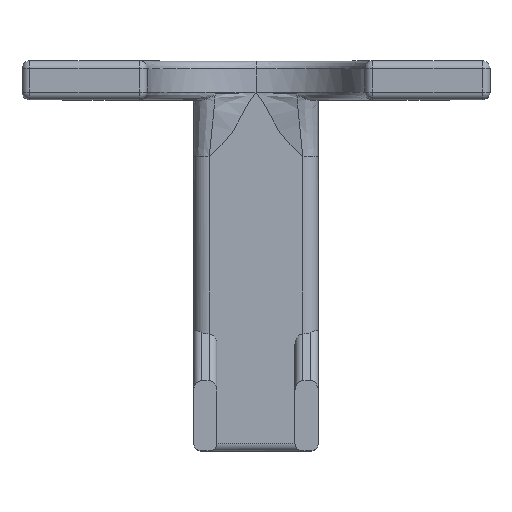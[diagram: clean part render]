
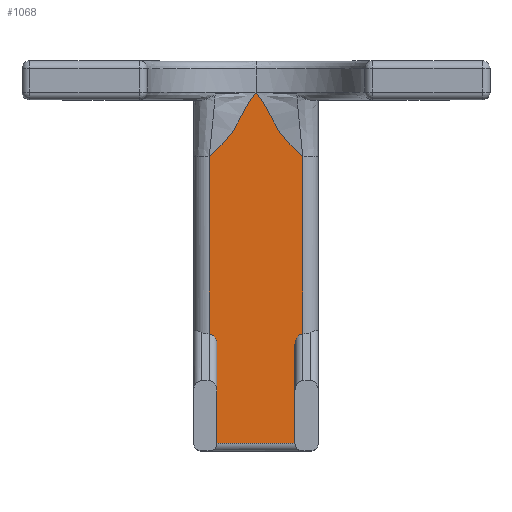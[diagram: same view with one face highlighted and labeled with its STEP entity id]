
A CAD part, top view. The second image highlights one B-rep face of the part: STEP entity #1068.
In plain terms, the highlighted planar face has unit normal (0, 0, 1).
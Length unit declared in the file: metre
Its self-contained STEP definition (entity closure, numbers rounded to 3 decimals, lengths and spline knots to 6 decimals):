
#67=ELLIPSE('',#1161,0.001317,0.001);
#68=ELLIPSE('',#1162,0.001317,0.001);
#81=B_SPLINE_CURVE_WITH_KNOTS('',3,(#1705,#1706,#1707,#1708,#1709,#1710,
#1711,#1712,#1713),.UNSPECIFIED.,.F.,.F.,(4,1,1,1,1,1,4),(0.008409,
0.010957,0.013505,0.01478,0.016054,
0.017328,0.018602),.UNSPECIFIED.);
#82=B_SPLINE_CURVE_WITH_KNOTS('',3,(#1715,#1716,#1717,#1718,#1719,#1720,
#1721,#1722,#1723),.UNSPECIFIED.,.F.,.F.,(4,1,1,1,1,1,4),(0.008409,
0.010957,0.013505,0.01478,0.016054,
0.017328,0.018602),.UNSPECIFIED.);
#116=LINE('',#1694,#187);
#117=LINE('',#1697,#188);
#118=LINE('',#1699,#189);
#119=LINE('',#1703,#190);
#120=LINE('',#1725,#191);
#187=VECTOR('',#1316,1.);
#188=VECTOR('',#1317,1.);
#189=VECTOR('',#1318,1.);
#190=VECTOR('',#1321,1.);
#191=VECTOR('',#1322,1.);
#268=ORIENTED_EDGE('',*,*,#596,.F.);
#269=ORIENTED_EDGE('',*,*,#597,.T.);
#270=ORIENTED_EDGE('',*,*,#598,.T.);
#271=ORIENTED_EDGE('',*,*,#599,.T.);
#272=ORIENTED_EDGE('',*,*,#600,.T.);
#273=ORIENTED_EDGE('',*,*,#601,.T.);
#274=ORIENTED_EDGE('',*,*,#602,.T.);
#275=ORIENTED_EDGE('',*,*,#603,.T.);
#276=ORIENTED_EDGE('',*,*,#604,.T.);
#596=EDGE_CURVE('',#760,#761,#116,.T.);
#597=EDGE_CURVE('',#760,#762,#117,.T.);
#598=EDGE_CURVE('',#762,#763,#118,.T.);
#599=EDGE_CURVE('',#763,#764,#67,.F.);
#600=EDGE_CURVE('',#764,#765,#119,.F.);
#601=EDGE_CURVE('',#765,#766,#81,.T.);
#602=EDGE_CURVE('',#766,#767,#82,.F.);
#603=EDGE_CURVE('',#767,#768,#120,.T.);
#604=EDGE_CURVE('',#768,#761,#68,.F.);
#760=VERTEX_POINT('',#1695);
#761=VERTEX_POINT('',#1696);
#762=VERTEX_POINT('',#1698);
#763=VERTEX_POINT('',#1700);
#764=VERTEX_POINT('',#1702);
#765=VERTEX_POINT('',#1704);
#766=VERTEX_POINT('',#1714);
#767=VERTEX_POINT('',#1724);
#768=VERTEX_POINT('',#1726);
#895=EDGE_LOOP('',(#268,#269,#270,#271,#272,#273,#274,#275,#276));
#974=FACE_BOUND('',#895,.T.);
#1050=PLANE('',#1160);
#1068=ADVANCED_FACE('',(#974),#1050,.T.);
#1160=AXIS2_PLACEMENT_3D('',#1693,#1314,#1315);
#1161=AXIS2_PLACEMENT_3D('',#1701,#1319,#1320);
#1162=AXIS2_PLACEMENT_3D('',#1727,#1323,#1324);
#1314=DIRECTION('',(0.,0.,1.));
#1315=DIRECTION('',(1.,0.,0.));
#1316=DIRECTION('',(0.,1.,0.));
#1317=DIRECTION('',(1.,0.,0.));
#1318=DIRECTION('',(0.,1.,0.));
#1319=DIRECTION('',(0.,0.,1.));
#1320=DIRECTION('',(0.,-1.,0.));
#1321=DIRECTION('',(0.,-1.,0.));
#1322=DIRECTION('',(0.,-1.,0.));
#1323=DIRECTION('',(0.,0.,1.));
#1324=DIRECTION('',(0.,1.,0.));
#1693=CARTESIAN_POINT('',(0.,-0.025,0.003));
#1694=CARTESIAN_POINT('',(-0.005,-0.0425,0.003));
#1695=CARTESIAN_POINT('',(-0.005,-0.049,0.003));
#1696=CARTESIAN_POINT('',(-0.005,-0.036317,0.003));
#1697=CARTESIAN_POINT('',(0.005,-0.049,0.003));
#1698=CARTESIAN_POINT('',(0.005,-0.049,0.003));
#1699=CARTESIAN_POINT('',(0.005,-0.0425,0.003));
#1700=CARTESIAN_POINT('',(0.005,-0.036317,0.003));
#1701=CARTESIAN_POINT('',(0.006,-0.036317,0.003));
#1702=CARTESIAN_POINT('',(0.006,-0.035,0.003));
#1703=CARTESIAN_POINT('',(0.006,-0.025,0.003));
#1704=CARTESIAN_POINT('',(0.006,-0.01226,0.003));
#1705=CARTESIAN_POINT('',(0.006,-0.01226,0.003));
#1706=CARTESIAN_POINT('',(0.00532,-0.011731,0.003));
#1707=CARTESIAN_POINT('',(0.004083,-0.010563,0.003));
#1708=CARTESIAN_POINT('',(0.002816,-0.008825,0.003));
#1709=CARTESIAN_POINT('',(0.001985,-0.007319,0.003));
#1710=CARTESIAN_POINT('',(0.00142,-0.006153,0.003));
#1711=CARTESIAN_POINT('',(0.000771,-0.005045,0.003));
#1712=CARTESIAN_POINT('',(0.00026,-0.004336,0.003));
#1713=CARTESIAN_POINT('',(0.,-0.004,0.003));
#1714=CARTESIAN_POINT('',(0.,-0.004,0.003));
#1715=CARTESIAN_POINT('',(-0.006,-0.01226,0.003));
#1716=CARTESIAN_POINT('',(-0.00532,-0.011731,0.003));
#1717=CARTESIAN_POINT('',(-0.004083,-0.010563,0.003));
#1718=CARTESIAN_POINT('',(-0.002816,-0.008825,0.003));
#1719=CARTESIAN_POINT('',(-0.001985,-0.007319,0.003));
#1720=CARTESIAN_POINT('',(-0.00142,-0.006153,0.003));
#1721=CARTESIAN_POINT('',(-0.000771,-0.005045,0.003));
#1722=CARTESIAN_POINT('',(-0.00026,-0.004336,0.003));
#1723=CARTESIAN_POINT('',(0.,-0.004,0.003));
#1724=CARTESIAN_POINT('',(-0.006,-0.01226,0.003));
#1725=CARTESIAN_POINT('',(-0.006,-0.035,0.003));
#1726=CARTESIAN_POINT('',(-0.006,-0.035,0.003));
#1727=CARTESIAN_POINT('',(-0.006,-0.036317,0.003));
